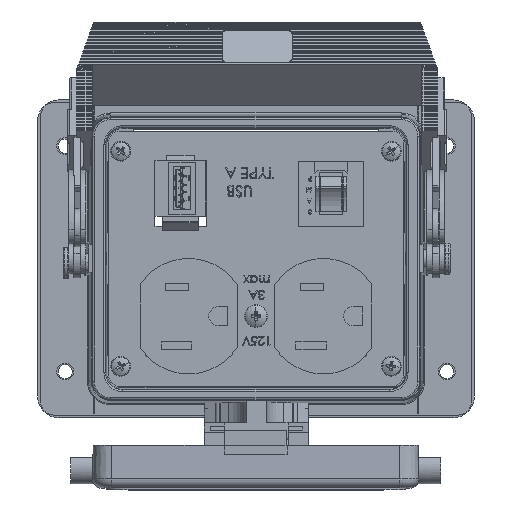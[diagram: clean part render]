
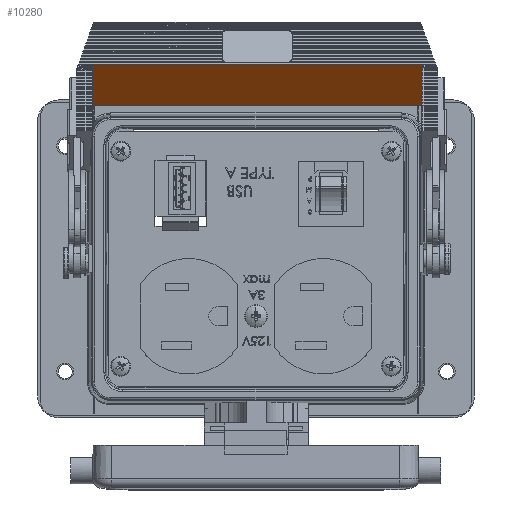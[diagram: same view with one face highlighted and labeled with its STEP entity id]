
A CAD part, top view. The second image highlights one B-rep face of the part: STEP entity #10280.
In plain terms, the highlighted planar face has unit normal (0, -0.695, 0.719).
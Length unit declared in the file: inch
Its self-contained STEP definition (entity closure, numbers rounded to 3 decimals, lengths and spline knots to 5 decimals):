
#3808 = VERTEX_POINT ( 'NONE', #30782 ) ;
#6321 = ORIENTED_EDGE ( 'NONE', *, *, #26514, .T. ) ;
#10280 = ADVANCED_FACE ( 'NONE', ( #37058 ), #50271, .F. ) ;
#10408 = VERTEX_POINT ( 'NONE', #80214 ) ;
#23734 = CARTESIAN_POINT ( 'NONE',  ( 1.883, 2.34628, 0.95126 ) ) ;
#26054 = LINE ( 'NONE', #66667, #91306 ) ;
#26514 = EDGE_CURVE ( 'NONE', #80544, #111857, #26054, .T. ) ;
#30782 = CARTESIAN_POINT ( 'NONE',  ( -1.857, 2.19923, 0.80925 ) ) ;
#37058 = FACE_OUTER_BOUND ( 'NONE', #90932, .T. ) ;
#38844 = VECTOR ( 'NONE', #118860, 39.37008 ) ;
#45701 = EDGE_CURVE ( 'NONE', #10408, #111857, #69106, .T. ) ;
#50271 = PLANE ( 'NONE',  #62751 ) ;
#50898 = CARTESIAN_POINT ( 'NONE',  ( 1.883, 2.19923, 0.80925 ) ) ;
#51471 = DIRECTION ( 'NONE',  ( -1., 0., 0. ) ) ;
#55297 = ORIENTED_EDGE ( 'NONE', *, *, #131086, .T. ) ;
#59958 = CARTESIAN_POINT ( 'NONE',  ( 1.883, 2.34628, 0.95126 ) ) ;
#62751 = AXIS2_PLACEMENT_3D ( 'NONE', #23734, #173453, #65421 ) ;
#65421 = DIRECTION ( 'NONE',  ( 0., 0.719, 0.695 ) ) ;
#66667 = CARTESIAN_POINT ( 'NONE',  ( 1.883, 1.73484, 0.3608 ) ) ;
#69106 = LINE ( 'NONE', #59958, #172019 ) ;
#73485 = DIRECTION ( 'NONE',  ( 0., -0.719, -0.695 ) ) ;
#80214 = CARTESIAN_POINT ( 'NONE',  ( 1.883, 2.19923, 0.80925 ) ) ;
#80544 = VERTEX_POINT ( 'NONE', #167473 ) ;
#90584 = CARTESIAN_POINT ( 'NONE',  ( -1.857, 2.34628, 0.95126 ) ) ;
#90932 = EDGE_LOOP ( 'NONE', ( #105130, #156958, #55297, #6321 ) ) ;
#91306 = VECTOR ( 'NONE', #160612, 39.37008 ) ;
#91416 = LINE ( 'NONE', #90584, #38844 ) ;
#105130 = ORIENTED_EDGE ( 'NONE', *, *, #45701, .F. ) ;
#111857 = VERTEX_POINT ( 'NONE', #155105 ) ;
#118860 = DIRECTION ( 'NONE',  ( 0., -0.719, -0.695 ) ) ;
#131086 = EDGE_CURVE ( 'NONE', #3808, #80544, #91416, .T. ) ;
#132843 = EDGE_CURVE ( 'NONE', #10408, #3808, #165272, .T. ) ;
#148575 = VECTOR ( 'NONE', #51471, 39.37008 ) ;
#155105 = CARTESIAN_POINT ( 'NONE',  ( 1.883, 1.73484, 0.3608 ) ) ;
#156958 = ORIENTED_EDGE ( 'NONE', *, *, #132843, .T. ) ;
#160612 = DIRECTION ( 'NONE',  ( 1., 0., 0. ) ) ;
#165272 = LINE ( 'NONE', #50898, #148575 ) ;
#167473 = CARTESIAN_POINT ( 'NONE',  ( -1.857, 1.73484, 0.3608 ) ) ;
#172019 = VECTOR ( 'NONE', #73485, 39.37008 ) ;
#173453 = DIRECTION ( 'NONE',  ( 0., 0.695, -0.719 ) ) ;
